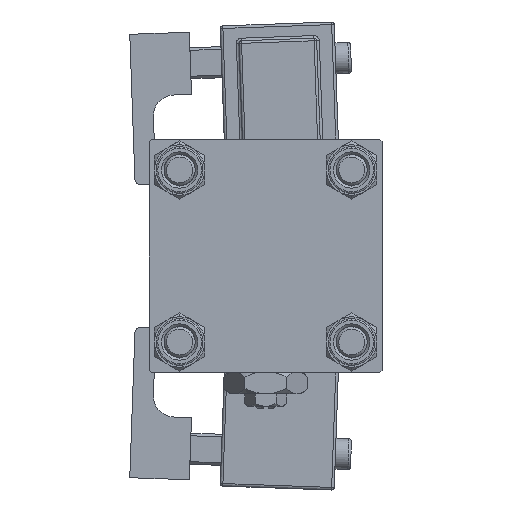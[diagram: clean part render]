
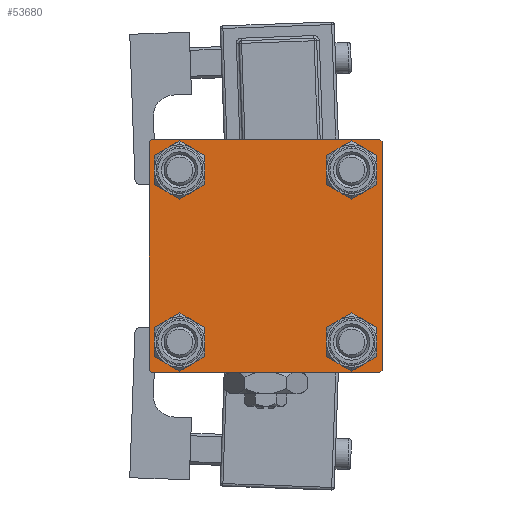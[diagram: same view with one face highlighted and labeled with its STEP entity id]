
A CAD part, left-side view. The second image highlights one B-rep face of the part: STEP entity #53680.
In plain terms, the highlighted planar face has unit normal (-1, 0, 0).
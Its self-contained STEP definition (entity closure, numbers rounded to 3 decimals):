
#943 = CARTESIAN_POINT ( 'NONE',  ( 0., 16.6, 16.6 ) ) ;
#1708 = LINE ( 'NONE', #15072, #11612 ) ;
#1738 = CIRCLE ( 'NONE', #42507, 3.5 ) ;
#2560 = CARTESIAN_POINT ( 'NONE',  ( 0., -16.6, 16.6 ) ) ;
#4607 = EDGE_CURVE ( 'NONE', #47458, #19089, #21643, .T. ) ;
#5187 = CARTESIAN_POINT ( 'NONE',  ( 0., 22.5, 22. ) ) ;
#5599 = CARTESIAN_POINT ( 'NONE',  ( 0., -16.6, 16.6 ) ) ;
#6246 = VERTEX_POINT ( 'NONE', #5187 ) ;
#6541 = CARTESIAN_POINT ( 'NONE',  ( 0., -16.6, 20.1 ) ) ;
#6794 = EDGE_LOOP ( 'NONE', ( #45887, #24230, #23131, #40214, #45651, #14597, #40275, #13171 ) ) ;
#6895 = DIRECTION ( 'NONE',  ( 0., 0., 1. ) ) ;
#7618 = AXIS2_PLACEMENT_3D ( 'NONE', #11180, #45886, #6895 ) ;
#7639 = VERTEX_POINT ( 'NONE', #38826 ) ;
#7743 = ORIENTED_EDGE ( 'NONE', *, *, #12142, .T. ) ;
#8519 = CIRCLE ( 'NONE', #7618, 3.5 ) ;
#8628 = DIRECTION ( 'NONE',  ( 0., -1., 0. ) ) ;
#8695 = EDGE_CURVE ( 'NONE', #29566, #32921, #25334, .T. ) ;
#9001 = CARTESIAN_POINT ( 'NONE',  ( 0., -16.6, -20.1 ) ) ;
#9868 = AXIS2_PLACEMENT_3D ( 'NONE', #5599, #22963, #40320 ) ;
#10115 = DIRECTION ( 'NONE',  ( 0., 0., 1. ) ) ;
#10699 = CARTESIAN_POINT ( 'NONE',  ( 0., 22., -22.5 ) ) ;
#10860 = CARTESIAN_POINT ( 'NONE',  ( 0., 16.6, 16.6 ) ) ;
#11180 = CARTESIAN_POINT ( 'NONE',  ( 0., 16.6, -16.6 ) ) ;
#11241 = CARTESIAN_POINT ( 'NONE',  ( 0., -22.25, 22.25 ) ) ;
#11612 = VECTOR ( 'NONE', #50341, 1000. ) ;
#11732 = VERTEX_POINT ( 'NONE', #41176 ) ;
#12142 = EDGE_CURVE ( 'NONE', #36117, #7639, #16359, .T. ) ;
#12504 = AXIS2_PLACEMENT_3D ( 'NONE', #2560, #19929, #37545 ) ;
#13171 = ORIENTED_EDGE ( 'NONE', *, *, #50376, .T. ) ;
#13253 = ORIENTED_EDGE ( 'NONE', *, *, #40827, .T. ) ;
#13260 = VERTEX_POINT ( 'NONE', #28251 ) ;
#13265 = EDGE_LOOP ( 'NONE', ( #22870, #13476 ) ) ;
#13476 = ORIENTED_EDGE ( 'NONE', *, *, #8695, .T. ) ;
#14036 = DIRECTION ( 'NONE',  ( 1., 0., 0. ) ) ;
#14597 = ORIENTED_EDGE ( 'NONE', *, *, #48304, .T. ) ;
#14866 = CARTESIAN_POINT ( 'NONE',  ( 0., -22., -22.5 ) ) ;
#14981 = DIRECTION ( 'NONE',  ( 0., 0., -1. ) ) ;
#15033 = CIRCLE ( 'NONE', #36794, 3.5 ) ;
#15035 = VERTEX_POINT ( 'NONE', #9001 ) ;
#15072 = CARTESIAN_POINT ( 'NONE',  ( 0., -22.25, -22.25 ) ) ;
#16359 = CIRCLE ( 'NONE', #22886, 3.5 ) ;
#16565 = FACE_BOUND ( 'NONE', #55350, .T. ) ;
#17068 = DIRECTION ( 'NONE',  ( 0., -1., 0. ) ) ;
#17179 = VECTOR ( 'NONE', #20343, 1000. ) ;
#17342 = EDGE_CURVE ( 'NONE', #32613, #52282, #29872, .T. ) ;
#18560 = EDGE_CURVE ( 'NONE', #6246, #39839, #27518, .T. ) ;
#19089 = VERTEX_POINT ( 'NONE', #27248 ) ;
#19869 = CARTESIAN_POINT ( 'NONE',  ( 0., -22.5, 22.5 ) ) ;
#19929 = DIRECTION ( 'NONE',  ( 1., 0., 0. ) ) ;
#20343 = DIRECTION ( 'NONE',  ( 0., 0.707, 0.707 ) ) ;
#21093 = DIRECTION ( 'NONE',  ( 1., 0., 0. ) ) ;
#21177 = DIRECTION ( 'NONE',  ( 1., 0., 0. ) ) ;
#21278 = VECTOR ( 'NONE', #50575, 1000. ) ;
#21390 = FACE_OUTER_BOUND ( 'NONE', #6794, .T. ) ;
#21444 = CARTESIAN_POINT ( 'NONE',  ( 0., 22.5, -22.5 ) ) ;
#21643 = CIRCLE ( 'NONE', #35287, 3.5 ) ;
#21656 = CARTESIAN_POINT ( 'NONE',  ( 0., -22., 22.5 ) ) ;
#22870 = ORIENTED_EDGE ( 'NONE', *, *, #33710, .T. ) ;
#22886 = AXIS2_PLACEMENT_3D ( 'NONE', #48802, #54181, #10115 ) ;
#22963 = DIRECTION ( 'NONE',  ( 1., 0., 0. ) ) ;
#23131 = ORIENTED_EDGE ( 'NONE', *, *, #24837, .T. ) ;
#24230 = ORIENTED_EDGE ( 'NONE', *, *, #39217, .T. ) ;
#24837 = EDGE_CURVE ( 'NONE', #54465, #52157, #34233, .T. ) ;
#24943 = CARTESIAN_POINT ( 'NONE',  ( 0., -22.5, -22. ) ) ;
#25334 = CIRCLE ( 'NONE', #9868, 3.5 ) ;
#25386 = FACE_BOUND ( 'NONE', #40887, .T. ) ;
#25400 = ORIENTED_EDGE ( 'NONE', *, *, #4607, .T. ) ;
#26174 = EDGE_CURVE ( 'NONE', #7639, #36117, #8519, .T. ) ;
#27026 = EDGE_CURVE ( 'NONE', #13260, #55909, #36923, .T. ) ;
#27248 = CARTESIAN_POINT ( 'NONE',  ( 0., 16.6, 20.1 ) ) ;
#27518 = LINE ( 'NONE', #28627, #39287 ) ;
#27857 = CIRCLE ( 'NONE', #35127, 3.5 ) ;
#28251 = CARTESIAN_POINT ( 'NONE',  ( 0., -22.5, 22. ) ) ;
#28493 = DIRECTION ( 'NONE',  ( 1., 0., 0. ) ) ;
#28627 = CARTESIAN_POINT ( 'NONE',  ( 0., 22.5, 22.5 ) ) ;
#29566 = VERTEX_POINT ( 'NONE', #53207 ) ;
#29640 = CARTESIAN_POINT ( 'NONE',  ( 0., 0., 0. ) ) ;
#29872 = LINE ( 'NONE', #38410, #55528 ) ;
#31525 = EDGE_CURVE ( 'NONE', #19089, #47458, #27857, .T. ) ;
#32318 = CARTESIAN_POINT ( 'NONE',  ( 0., 22.25, 22.25 ) ) ;
#32613 = VERTEX_POINT ( 'NONE', #37321 ) ;
#32768 = CARTESIAN_POINT ( 'NONE',  ( 0., 22.25, -22.25 ) ) ;
#32921 = VERTEX_POINT ( 'NONE', #6541 ) ;
#33637 = FACE_BOUND ( 'NONE', #38301, .T. ) ;
#33710 = EDGE_CURVE ( 'NONE', #32921, #29566, #40665, .T. ) ;
#33906 = DIRECTION ( 'NONE',  ( 0., 0., 1. ) ) ;
#34186 = VECTOR ( 'NONE', #50974, 1000. ) ;
#34233 = LINE ( 'NONE', #21444, #48629 ) ;
#34559 = ORIENTED_EDGE ( 'NONE', *, *, #26174, .T. ) ;
#35127 = AXIS2_PLACEMENT_3D ( 'NONE', #943, #14036, #40213 ) ;
#35287 = AXIS2_PLACEMENT_3D ( 'NONE', #10860, #28493, #49547 ) ;
#36117 = VERTEX_POINT ( 'NONE', #44737 ) ;
#36590 = DIRECTION ( 'NONE',  ( 0., 0.707, -0.707 ) ) ;
#36794 = AXIS2_PLACEMENT_3D ( 'NONE', #42802, #21177, #50778 ) ;
#36923 = LINE ( 'NONE', #19869, #21278 ) ;
#37321 = CARTESIAN_POINT ( 'NONE',  ( 0., 22., 22.5 ) ) ;
#37455 = EDGE_CURVE ( 'NONE', #15035, #11732, #1738, .T. ) ;
#37545 = DIRECTION ( 'NONE',  ( 0., 0., 1. ) ) ;
#37718 = EDGE_CURVE ( 'NONE', #52157, #55909, #1708, .T. ) ;
#38301 = EDGE_LOOP ( 'NONE', ( #13253, #44536 ) ) ;
#38410 = CARTESIAN_POINT ( 'NONE',  ( 0., 22.5, 22.5 ) ) ;
#38533 = ORIENTED_EDGE ( 'NONE', *, *, #31525, .T. ) ;
#38826 = CARTESIAN_POINT ( 'NONE',  ( 0., 16.6, -20.1 ) ) ;
#39217 = EDGE_CURVE ( 'NONE', #39839, #54465, #54955, .T. ) ;
#39287 = VECTOR ( 'NONE', #14981, 1000. ) ;
#39839 = VERTEX_POINT ( 'NONE', #49100 ) ;
#40213 = DIRECTION ( 'NONE',  ( 0., 0., 1. ) ) ;
#40214 = ORIENTED_EDGE ( 'NONE', *, *, #37718, .T. ) ;
#40275 = ORIENTED_EDGE ( 'NONE', *, *, #17342, .F. ) ;
#40320 = DIRECTION ( 'NONE',  ( 0., 0., 1. ) ) ;
#40665 = CIRCLE ( 'NONE', #12504, 3.5 ) ;
#40827 = EDGE_CURVE ( 'NONE', #11732, #15035, #15033, .T. ) ;
#40887 = EDGE_LOOP ( 'NONE', ( #38533, #25400 ) ) ;
#41176 = CARTESIAN_POINT ( 'NONE',  ( 0., -16.6, -13.1 ) ) ;
#41710 = LINE ( 'NONE', #32318, #47232 ) ;
#42507 = AXIS2_PLACEMENT_3D ( 'NONE', #51243, #21093, #55515 ) ;
#42742 = DIRECTION ( 'NONE',  ( -1., 0., 0. ) ) ;
#42802 = CARTESIAN_POINT ( 'NONE',  ( 0., -16.6, -16.6 ) ) ;
#44536 = ORIENTED_EDGE ( 'NONE', *, *, #37455, .T. ) ;
#44737 = CARTESIAN_POINT ( 'NONE',  ( 0., 16.6, -13.1 ) ) ;
#45651 = ORIENTED_EDGE ( 'NONE', *, *, #27026, .F. ) ;
#45886 = DIRECTION ( 'NONE',  ( 1., 0., 0. ) ) ;
#45887 = ORIENTED_EDGE ( 'NONE', *, *, #18560, .T. ) ;
#47232 = VECTOR ( 'NONE', #36590, 1000. ) ;
#47458 = VERTEX_POINT ( 'NONE', #54406 ) ;
#47563 = PLANE ( 'NONE',  #51728 ) ;
#48304 = EDGE_CURVE ( 'NONE', #13260, #52282, #50214, .T. ) ;
#48629 = VECTOR ( 'NONE', #8628, 1000. ) ;
#48802 = CARTESIAN_POINT ( 'NONE',  ( 0., 16.6, -16.6 ) ) ;
#49100 = CARTESIAN_POINT ( 'NONE',  ( 0., 22.5, -22. ) ) ;
#49547 = DIRECTION ( 'NONE',  ( 0., 0., 1. ) ) ;
#50214 = LINE ( 'NONE', #11241, #17179 ) ;
#50341 = DIRECTION ( 'NONE',  ( 0., -0.707, 0.707 ) ) ;
#50376 = EDGE_CURVE ( 'NONE', #32613, #6246, #41710, .T. ) ;
#50575 = DIRECTION ( 'NONE',  ( 0., 0., -1. ) ) ;
#50712 = FACE_BOUND ( 'NONE', #13265, .T. ) ;
#50778 = DIRECTION ( 'NONE',  ( 0., 0., 1. ) ) ;
#50974 = DIRECTION ( 'NONE',  ( 0., -0.707, -0.707 ) ) ;
#51243 = CARTESIAN_POINT ( 'NONE',  ( 0., -16.6, -16.6 ) ) ;
#51728 = AXIS2_PLACEMENT_3D ( 'NONE', #29640, #42742, #33906 ) ;
#52157 = VERTEX_POINT ( 'NONE', #14866 ) ;
#52282 = VERTEX_POINT ( 'NONE', #21656 ) ;
#53207 = CARTESIAN_POINT ( 'NONE',  ( 0., -16.6, 13.1 ) ) ;
#53680 = ADVANCED_FACE ( 'NONE', ( #50712, #33637, #16565, #25386, #21390 ), #47563, .T. ) ;
#54181 = DIRECTION ( 'NONE',  ( 1., 0., 0. ) ) ;
#54406 = CARTESIAN_POINT ( 'NONE',  ( 0., 16.6, 13.1 ) ) ;
#54465 = VERTEX_POINT ( 'NONE', #10699 ) ;
#54955 = LINE ( 'NONE', #32768, #34186 ) ;
#55350 = EDGE_LOOP ( 'NONE', ( #7743, #34559 ) ) ;
#55515 = DIRECTION ( 'NONE',  ( 0., 0., 1. ) ) ;
#55528 = VECTOR ( 'NONE', #17068, 1000. ) ;
#55909 = VERTEX_POINT ( 'NONE', #24943 ) ;
